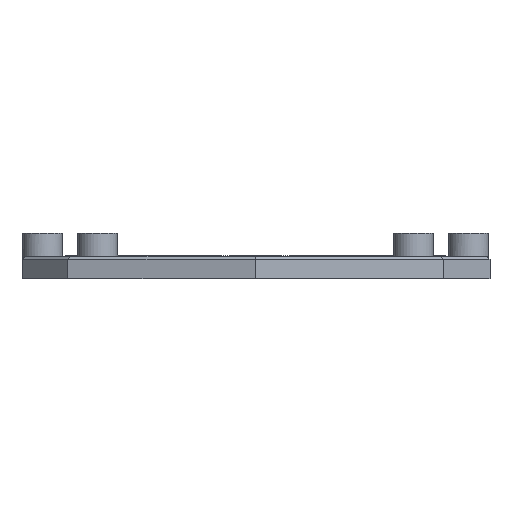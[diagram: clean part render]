
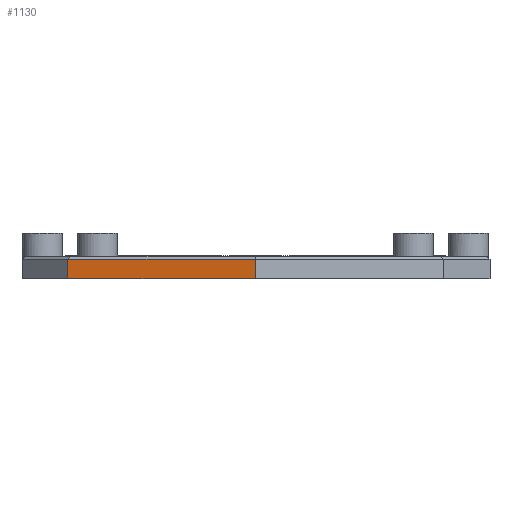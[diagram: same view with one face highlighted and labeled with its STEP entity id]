
A CAD part, left-side view. The second image highlights one B-rep face of the part: STEP entity #1130.
In plain terms, the highlighted planar face has unit normal (-0.979, 0.202, 0).
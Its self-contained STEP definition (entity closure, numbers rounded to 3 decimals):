
#99=(
BOUNDED_CURVE()
B_SPLINE_CURVE(2,(#1735,#1736,#1737),.UNSPECIFIED.,.F.,.F.)
B_SPLINE_CURVE_WITH_KNOTS((3,3),(0.201,0.3),
 .UNSPECIFIED.)
CURVE()
GEOMETRIC_REPRESENTATION_ITEM()
RATIONAL_B_SPLINE_CURVE((1.,1.011,1.011))
REPRESENTATION_ITEM('')
);
#118=FACE_OUTER_BOUND('',#186,.T.);
#186=EDGE_LOOP('',(#805,#806,#807,#808,#809));
#259=LINE('',#1643,#373);
#301=LINE('',#1731,#415);
#302=LINE('',#1733,#416);
#303=LINE('',#1738,#417);
#373=VECTOR('',#1303,10.);
#415=VECTOR('',#1375,10.);
#416=VECTOR('',#1376,10.);
#417=VECTOR('',#1377,10.);
#487=VERTEX_POINT('',#1641);
#488=VERTEX_POINT('',#1642);
#519=VERTEX_POINT('',#1730);
#520=VERTEX_POINT('',#1732);
#521=VERTEX_POINT('',#1734);
#587=EDGE_CURVE('',#487,#488,#259,.T.);
#631=EDGE_CURVE('',#519,#487,#301,.T.);
#632=EDGE_CURVE('',#519,#520,#302,.T.);
#633=EDGE_CURVE('',#520,#521,#99,.T.);
#634=EDGE_CURVE('',#521,#488,#303,.T.);
#805=ORIENTED_EDGE('',*,*,#587,.F.);
#806=ORIENTED_EDGE('',*,*,#631,.F.);
#807=ORIENTED_EDGE('',*,*,#632,.T.);
#808=ORIENTED_EDGE('',*,*,#633,.T.);
#809=ORIENTED_EDGE('',*,*,#634,.T.);
#1086=PLANE('',#1202);
#1130=ADVANCED_FACE('',(#118),#1086,.T.);
#1202=AXIS2_PLACEMENT_3D('',#1729,#1373,#1374);
#1303=DIRECTION('',(-0.202,-0.979,0.));
#1373=DIRECTION('center_axis',(-0.979,0.202,0.));
#1374=DIRECTION('ref_axis',(-0.202,-0.979,0.));
#1375=DIRECTION('',(0.,0.,1.));
#1376=DIRECTION('',(-0.202,-0.979,0.));
#1377=DIRECTION('',(0.,0.,1.));
#1641=CARTESIAN_POINT('',(-22.891,56.633,17.7));
#1642=CARTESIAN_POINT('',(-28.042,31.639,17.7));
#1643=CARTESIAN_POINT('',(-24.895,46.907,17.7));
#1729=CARTESIAN_POINT('Origin',(-22.891,56.633,15.1));
#1730=CARTESIAN_POINT('',(-22.891,56.633,15.1));
#1731=CARTESIAN_POINT('',(-22.891,56.633,15.1));
#1732=CARTESIAN_POINT('',(-27.85,32.567,15.1));
#1733=CARTESIAN_POINT('',(-25.779,42.62,15.1));
#1734=CARTESIAN_POINT('',(-28.042,31.639,15.197));
#1735=CARTESIAN_POINT('Ctrl Pts',(-27.85,32.567,15.1));
#1736=CARTESIAN_POINT('Ctrl Pts',(-27.945,32.108,15.1));
#1737=CARTESIAN_POINT('Ctrl Pts',(-28.042,31.639,15.197));
#1738=CARTESIAN_POINT('',(-28.042,31.639,15.1));
